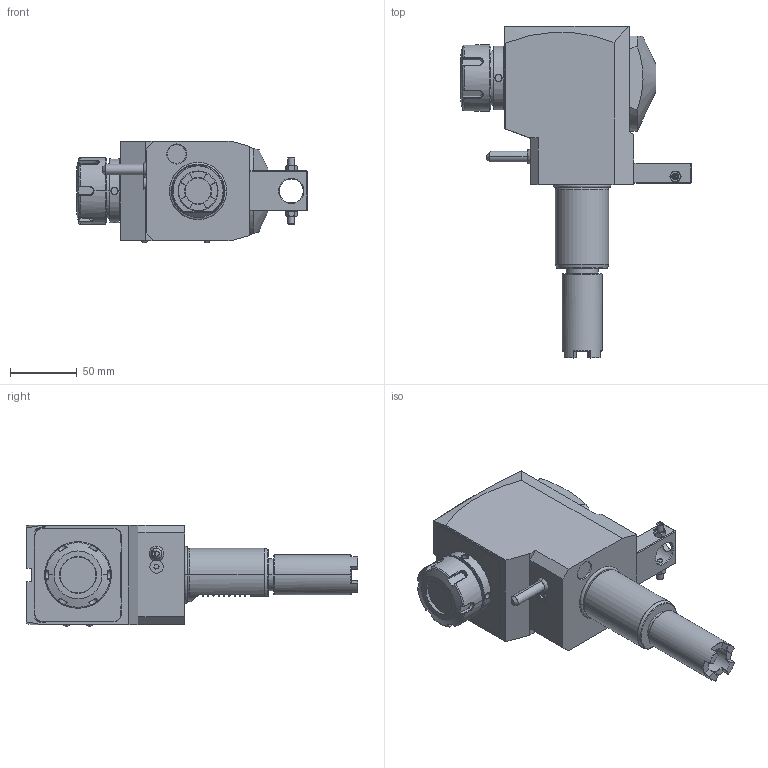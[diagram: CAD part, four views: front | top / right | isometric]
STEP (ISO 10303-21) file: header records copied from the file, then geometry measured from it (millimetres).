
FILE_DESCRIPTION((''),'2;1');
FILE_NAME('NGT1_40_251_32_1_2_80CS','2017-08-31T',('vali'),('NOVA GRUP'),'PRO/ENGINEER BY PARAMETRIC TECHNOLOGY CORPORATION, 2010280','PRO/ENGINEER BY PARAMETRIC TECHNOLOGY CORPORATION, 2010280','');
FILE_SCHEMA(('CONFIG_CONTROL_DESIGN'));
Length unit declared in the file: millimetre
Products named in the file (1): NGT1_40_251_32_1_2_80CS
Bounding box: 173.1 x 249.25 x 76.6 mm (x, y, z)
Volume: 1022989.1 mm3; surface area: 84585.6 mm2
Topology: 1 solids, 1 shells, 481 faces, 1230 edges, 764 vertices
Faces by surface type: plane 240, cylinder 98, cone 83, bspline 42, torus 12, sphere 6
Entity records: 19928 total; most frequent: CARTESIAN_POINT 9002, ORIENTED_EDGE 2428, DIRECTION 1974, EDGE_CURVE 1214, VERTEX_POINT 764, AXIS2_PLACEMENT_3D 678, VECTOR 618, LINE 618
